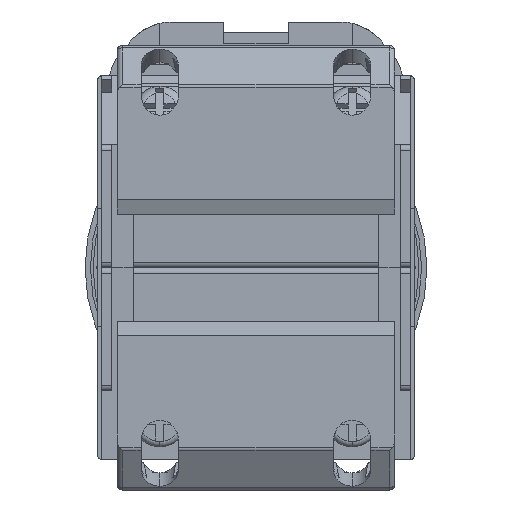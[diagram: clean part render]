
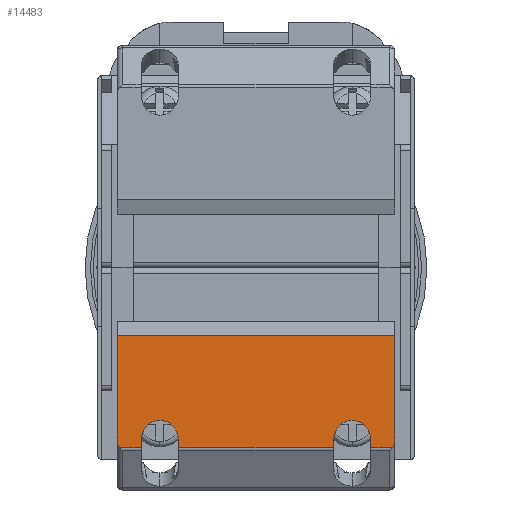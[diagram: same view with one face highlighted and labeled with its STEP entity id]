
A CAD part, front view. The second image highlights one B-rep face of the part: STEP entity #14483.
In plain terms, the highlighted planar face has unit normal (0, -1, 0).
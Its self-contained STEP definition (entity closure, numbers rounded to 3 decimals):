
#149 = AXIS2_PLACEMENT_3D ( 'NONE', #5688, #14347, #7027 ) ;
#192 = CARTESIAN_POINT ( 'NONE',  ( -10.75, -61.5, -6.374 ) ) ;
#250 = CARTESIAN_POINT ( 'NONE',  ( 10.75, -61.5, -16.86 ) ) ;
#300 = ORIENTED_EDGE ( 'NONE', *, *, #5162, .T. ) ;
#331 = ORIENTED_EDGE ( 'NONE', *, *, #9154, .F. ) ;
#385 = CARTESIAN_POINT ( 'NONE',  ( 12.76, -61.5, -16.86 ) ) ;
#597 = ORIENTED_EDGE ( 'NONE', *, *, #11447, .T. ) ;
#600 = CARTESIAN_POINT ( 'NONE',  ( -7.25, -61.5, -16.185 ) ) ;
#680 = CARTESIAN_POINT ( 'NONE',  ( -10.75, -61.5, -16.185 ) ) ;
#736 = DIRECTION ( 'NONE',  ( 0., 0., -1. ) ) ;
#869 = LINE ( 'NONE', #4804, #4105 ) ;
#884 = CARTESIAN_POINT ( 'NONE',  ( 7.25, -61.5, -16.185 ) ) ;
#1149 = VERTEX_POINT ( 'NONE', #5378 ) ;
#1177 = EDGE_CURVE ( 'NONE', #2737, #12012, #8189, .T. ) ;
#1202 = CARTESIAN_POINT ( 'NONE',  ( -13., -61.5, -16.039 ) ) ;
#1375 = EDGE_CURVE ( 'NONE', #13378, #1664, #2499, .T. ) ;
#1664 = VERTEX_POINT ( 'NONE', #1889 ) ;
#1874 = CARTESIAN_POINT ( 'NONE',  ( -12.76, -61.5, -16.86 ) ) ;
#1889 = CARTESIAN_POINT ( 'NONE',  ( 10.75, -61.5, -16.185 ) ) ;
#2042 = VECTOR ( 'NONE', #7194, 1000. ) ;
#2155 = ORIENTED_EDGE ( 'NONE', *, *, #9362, .F. ) ;
#2402 = ORIENTED_EDGE ( 'NONE', *, *, #12386, .T. ) ;
#2499 =( BOUNDED_CURVE ( )  B_SPLINE_CURVE ( 3, ( #4606, #13149, #5840, #14393 ),
 .UNSPECIFIED., .F., .F. ) 
 B_SPLINE_CURVE_WITH_KNOTS ( ( 4, 4 ),
 ( 4.712, 7.854 ),
 .UNSPECIFIED. ) 
 CURVE ( )  GEOMETRIC_REPRESENTATION_ITEM ( )  RATIONAL_B_SPLINE_CURVE ( ( 1., 0.333, 0.333, 1. ) ) 
 REPRESENTATION_ITEM ( '' )  );
#2581 = VERTEX_POINT ( 'NONE', #8481 ) ;
#2737 = VERTEX_POINT ( 'NONE', #680 ) ;
#2755 = CARTESIAN_POINT ( 'NONE',  ( 13., -61.5, -16.86 ) ) ;
#2766 = EDGE_CURVE ( 'NONE', #11467, #7690, #7499, .T. ) ;
#2898 = LINE ( 'NONE', #11527, #11846 ) ;
#2988 = DIRECTION ( 'NONE',  ( 0., 0., 1. ) ) ;
#4105 = VECTOR ( 'NONE', #14604, 1000. ) ;
#4245 = ORIENTED_EDGE ( 'NONE', *, *, #5598, .T. ) ;
#4606 = CARTESIAN_POINT ( 'NONE',  ( 7.25, -61.5, -16.185 ) ) ;
#4750 = ORIENTED_EDGE ( 'NONE', *, *, #5374, .T. ) ;
#4804 = CARTESIAN_POINT ( 'NONE',  ( -13., -61.5, -6.374 ) ) ;
#4847 = CARTESIAN_POINT ( 'NONE',  ( -7.25, -61.5, -16.86 ) ) ;
#4974 = CARTESIAN_POINT ( 'NONE',  ( -10.75, -61.5, -16.86 ) ) ;
#5162 = EDGE_CURVE ( 'NONE', #12012, #8692, #5210, .T. ) ;
#5210 = LINE ( 'NONE', #15351, #11306 ) ;
#5219 = CARTESIAN_POINT ( 'NONE',  ( 13., -61.5, -16.382 ) ) ;
#5304 = LINE ( 'NONE', #14531, #2042 ) ;
#5374 = EDGE_CURVE ( 'NONE', #1664, #13026, #10716, .T. ) ;
#5378 = CARTESIAN_POINT ( 'NONE',  ( 12.76, -61.5, -16.86 ) ) ;
#5425 = CARTESIAN_POINT ( 'NONE',  ( -7.25, -61.5, -12.377 ) ) ;
#5598 = EDGE_CURVE ( 'NONE', #2581, #8295, #2898, .T. ) ;
#5688 = CARTESIAN_POINT ( 'NONE',  ( 13., -61.5, -6.374 ) ) ;
#5704 = VERTEX_POINT ( 'NONE', #6848 ) ;
#5840 = CARTESIAN_POINT ( 'NONE',  ( 10.75, -61.5, -12.377 ) ) ;
#6740 = CARTESIAN_POINT ( 'NONE',  ( -7.25, -61.5, -16.185 ) ) ;
#6789 = EDGE_CURVE ( 'NONE', #8165, #11467, #8439, .T. ) ;
#6848 = CARTESIAN_POINT ( 'NONE',  ( -13., -61.5, -6.374 ) ) ;
#7027 = DIRECTION ( 'NONE',  ( 0., 0., -1. ) ) ;
#7144 = LINE ( 'NONE', #7957, #13242 ) ;
#7194 = DIRECTION ( 'NONE',  ( -1., 0., 0. ) ) ;
#7316 = CARTESIAN_POINT ( 'NONE',  ( 10.75, -61.5, -6.374 ) ) ;
#7499 =( BOUNDED_CURVE ( )  B_SPLINE_CURVE ( 3, ( #15808, #15400, #14594, #1202 ),
 .UNSPECIFIED., .F., .F. ) 
 B_SPLINE_CURVE_WITH_KNOTS ( ( 4, 4 ),
 ( 3.689, 4.712 ),
 .UNSPECIFIED. ) 
 CURVE ( )  GEOMETRIC_REPRESENTATION_ITEM ( )  RATIONAL_B_SPLINE_CURVE ( ( 1., 0.915, 0.915, 1. ) ) 
 REPRESENTATION_ITEM ( '' )  );
#7626 = DIRECTION ( 'NONE',  ( -1., 0., 0. ) ) ;
#7678 = CARTESIAN_POINT ( 'NONE',  ( 12.913, -61.5, -16.681 ) ) ;
#7690 = VERTEX_POINT ( 'NONE', #15785 ) ;
#7867 = VECTOR ( 'NONE', #14643, 1000. ) ;
#7878 = CARTESIAN_POINT ( 'NONE',  ( -10.75, -61.5, -16.185 ) ) ;
#7957 = CARTESIAN_POINT ( 'NONE',  ( 13., -61.5, -6.374 ) ) ;
#8165 = VERTEX_POINT ( 'NONE', #4974 ) ;
#8189 =( BOUNDED_CURVE ( )  B_SPLINE_CURVE ( 3, ( #7878, #13968, #5425, #600 ),
 .UNSPECIFIED., .F., .F. ) 
 B_SPLINE_CURVE_WITH_KNOTS ( ( 4, 4 ),
 ( 4.712, 7.854 ),
 .UNSPECIFIED. ) 
 CURVE ( )  GEOMETRIC_REPRESENTATION_ITEM ( )  RATIONAL_B_SPLINE_CURVE ( ( 1., 0.333, 0.333, 1. ) ) 
 REPRESENTATION_ITEM ( '' )  );
#8295 = VERTEX_POINT ( 'NONE', #10102 ) ;
#8364 = ORIENTED_EDGE ( 'NONE', *, *, #1177, .T. ) ;
#8439 = LINE ( 'NONE', #14940, #14960 ) ;
#8481 = CARTESIAN_POINT ( 'NONE',  ( 13., -61.5, -16.039 ) ) ;
#8656 = DIRECTION ( 'NONE',  ( 0., 0., 1. ) ) ;
#8672 = CARTESIAN_POINT ( 'NONE',  ( 7.25, -61.5, -6.374 ) ) ;
#8692 = VERTEX_POINT ( 'NONE', #4847 ) ;
#8725 = LINE ( 'NONE', #2755, #9865 ) ;
#9043 = ORIENTED_EDGE ( 'NONE', *, *, #15457, .F. ) ;
#9154 = EDGE_CURVE ( 'NONE', #15497, #8692, #5304, .T. ) ;
#9188 = DIRECTION ( 'NONE',  ( -1., 0., 0. ) ) ;
#9362 = EDGE_CURVE ( 'NONE', #1149, #13026, #8725, .T. ) ;
#9760 = ORIENTED_EDGE ( 'NONE', *, *, #6789, .F. ) ;
#9865 = VECTOR ( 'NONE', #13695, 1000. ) ;
#9894 = DIRECTION ( 'NONE',  ( 0., 0., 1. ) ) ;
#10102 = CARTESIAN_POINT ( 'NONE',  ( 13., -61.5, -6.374 ) ) ;
#10110 = VECTOR ( 'NONE', #9894, 1000. ) ;
#10716 = LINE ( 'NONE', #7316, #7867 ) ;
#11101 =( BOUNDED_CURVE ( )  B_SPLINE_CURVE ( 3, ( #13756, #5219, #7678, #385 ),
 .UNSPECIFIED., .F., .F. ) 
 B_SPLINE_CURVE_WITH_KNOTS ( ( 4, 4 ),
 ( 4.712, 5.736 ),
 .UNSPECIFIED. ) 
 CURVE ( )  GEOMETRIC_REPRESENTATION_ITEM ( )  RATIONAL_B_SPLINE_CURVE ( ( 1., 0.915, 0.915, 1. ) ) 
 REPRESENTATION_ITEM ( '' )  );
#11274 = ORIENTED_EDGE ( 'NONE', *, *, #1375, .T. ) ;
#11306 = VECTOR ( 'NONE', #736, 1000. ) ;
#11378 = ORIENTED_EDGE ( 'NONE', *, *, #2766, .F. ) ;
#11391 = FACE_OUTER_BOUND ( 'NONE', #13633, .T. ) ;
#11447 = EDGE_CURVE ( 'NONE', #8295, #5704, #7144, .T. ) ;
#11467 = VERTEX_POINT ( 'NONE', #1874 ) ;
#11527 = CARTESIAN_POINT ( 'NONE',  ( 13., -61.5, -6.374 ) ) ;
#11746 = ORIENTED_EDGE ( 'NONE', *, *, #13013, .T. ) ;
#11846 = VECTOR ( 'NONE', #2988, 1000. ) ;
#11861 = PLANE ( 'NONE',  #149 ) ;
#12012 = VERTEX_POINT ( 'NONE', #6740 ) ;
#12386 = EDGE_CURVE ( 'NONE', #15497, #13378, #13344, .T. ) ;
#12529 = EDGE_CURVE ( 'NONE', #2581, #1149, #11101, .T. ) ;
#13013 = EDGE_CURVE ( 'NONE', #8165, #2737, #15290, .T. ) ;
#13026 = VERTEX_POINT ( 'NONE', #250 ) ;
#13149 = CARTESIAN_POINT ( 'NONE',  ( 7.25, -61.5, -12.377 ) ) ;
#13242 = VECTOR ( 'NONE', #9188, 1000. ) ;
#13344 = LINE ( 'NONE', #8672, #10110 ) ;
#13378 = VERTEX_POINT ( 'NONE', #884 ) ;
#13603 = ORIENTED_EDGE ( 'NONE', *, *, #12529, .F. ) ;
#13633 = EDGE_LOOP ( 'NONE', ( #2402, #11274, #4750, #2155, #13603, #4245, #597, #9043, #11378, #9760, #11746, #8364, #300, #331 ) ) ;
#13695 = DIRECTION ( 'NONE',  ( -1., 0., 0. ) ) ;
#13756 = CARTESIAN_POINT ( 'NONE',  ( 13., -61.5, -16.039 ) ) ;
#13968 = CARTESIAN_POINT ( 'NONE',  ( -10.75, -61.5, -12.377 ) ) ;
#14347 = DIRECTION ( 'NONE',  ( 0., 1., 0. ) ) ;
#14393 = CARTESIAN_POINT ( 'NONE',  ( 10.75, -61.5, -16.185 ) ) ;
#14483 = ADVANCED_FACE ( 'NONE', ( #11391 ), #11861, .F. ) ;
#14527 = VECTOR ( 'NONE', #8656, 1000. ) ;
#14531 = CARTESIAN_POINT ( 'NONE',  ( 13., -61.5, -16.86 ) ) ;
#14594 = CARTESIAN_POINT ( 'NONE',  ( -13., -61.5, -16.382 ) ) ;
#14604 = DIRECTION ( 'NONE',  ( 0., 0., 1. ) ) ;
#14643 = DIRECTION ( 'NONE',  ( 0., 0., -1. ) ) ;
#14652 = CARTESIAN_POINT ( 'NONE',  ( 7.25, -61.5, -16.86 ) ) ;
#14940 = CARTESIAN_POINT ( 'NONE',  ( 13., -61.5, -16.86 ) ) ;
#14960 = VECTOR ( 'NONE', #7626, 1000. ) ;
#15290 = LINE ( 'NONE', #192, #14527 ) ;
#15351 = CARTESIAN_POINT ( 'NONE',  ( -7.25, -61.5, -6.374 ) ) ;
#15400 = CARTESIAN_POINT ( 'NONE',  ( -12.913, -61.5, -16.681 ) ) ;
#15457 = EDGE_CURVE ( 'NONE', #7690, #5704, #869, .T. ) ;
#15497 = VERTEX_POINT ( 'NONE', #14652 ) ;
#15785 = CARTESIAN_POINT ( 'NONE',  ( -13., -61.5, -16.039 ) ) ;
#15808 = CARTESIAN_POINT ( 'NONE',  ( -12.76, -61.5, -16.86 ) ) ;
